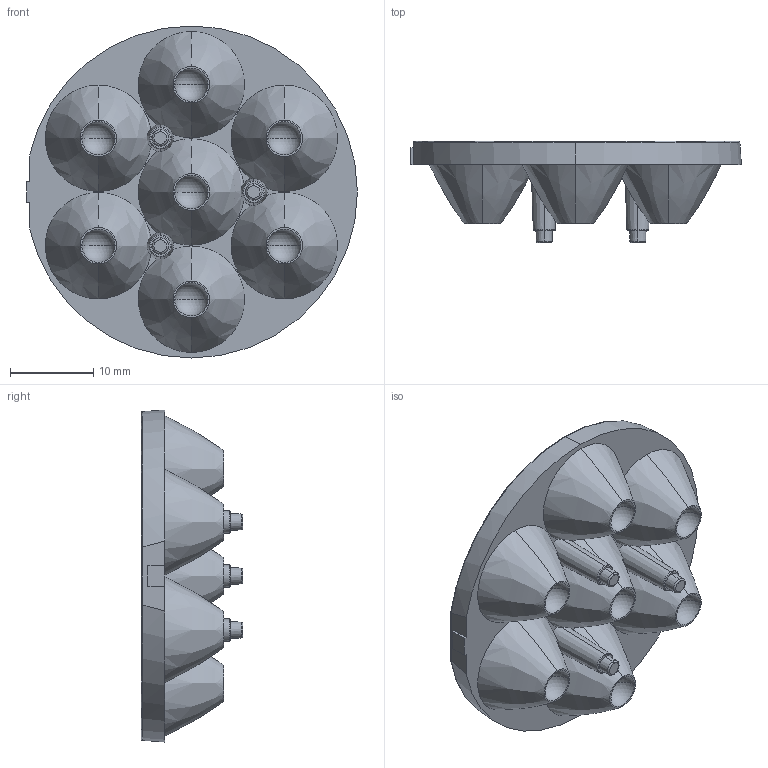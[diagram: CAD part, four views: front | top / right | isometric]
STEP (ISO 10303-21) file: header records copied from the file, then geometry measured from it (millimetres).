
FILE_DESCRIPTION (( 'STEP AP203' ), '1' );
FILE_NAME ('ﾀﾌﾒ-VE-D40-3535-12 ﾃﾌ.STEP', '2024-03-28T07:57:50', ( '' ), ( '' ), 'SwSTEP 2.0', 'SolidWorks 2019', '' );
FILE_SCHEMA (( 'CONFIG_CONTROL_DESIGN' ));
Length unit declared in the file: millimetre
Products named in the file (1): ﾀﾌﾒ-VE-D40-3535-12 ﾃﾌ
Bounding box: 39.75 x 12.2 x 39.9 mm (x, y, z)
Volume: 6830.5 mm3; surface area: 3918.8 mm2
Topology: 1 solids, 1 shells, 79 faces, 191 edges, 125 vertices
Faces by surface type: plane 20, torus 15, cone 15, bspline 14, sphere 14, cylinder 1
Entity records: 3242 total; most frequent: CARTESIAN_POINT 1311, DIRECTION 415, ORIENTED_EDGE 382, AXIS2_PLACEMENT_3D 193, EDGE_CURVE 191, CIRCLE 127, VERTEX_POINT 125, EDGE_LOOP 90
